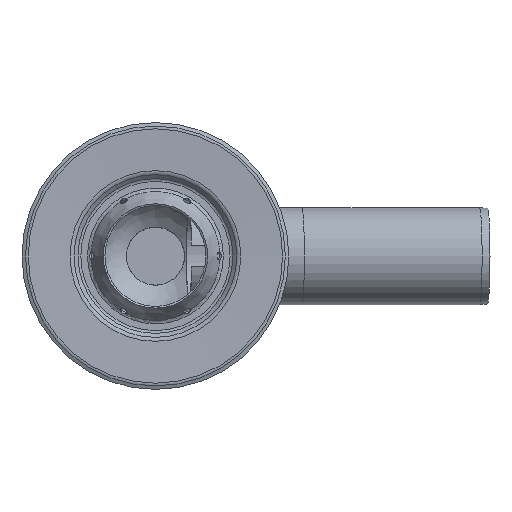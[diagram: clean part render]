
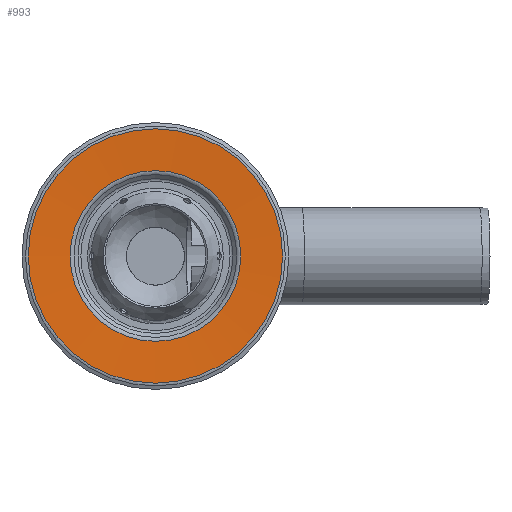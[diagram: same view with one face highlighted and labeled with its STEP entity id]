
A CAD part, top view. The second image highlights one B-rep face of the part: STEP entity #993.
In plain terms, the highlighted conical face has half-angle 87.638 degrees and reference radius 800.04 mm.
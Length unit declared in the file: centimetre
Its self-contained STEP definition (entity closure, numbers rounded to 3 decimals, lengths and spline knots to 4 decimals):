
#49=CONICAL_SURFACE('',#1112,80.004,1.53);
#85=LINE('',#2821,#120);
#120=VECTOR('',#1379,80.004);
#180=FACE_OUTER_BOUND('',#233,.T.);
#233=EDGE_LOOP('',(#910,#911,#912,#913,#914,#915));
#303=CIRCLE('',#1109,95.7534);
#305=CIRCLE('',#1111,95.7534);
#306=CIRCLE('',#1113,64.2547);
#307=CIRCLE('',#1114,64.2547);
#456=VERTEX_POINT('',#2814);
#457=VERTEX_POINT('',#2815);
#458=VERTEX_POINT('',#2820);
#459=VERTEX_POINT('',#2822);
#608=EDGE_CURVE('',#456,#457,#303,.T.);
#610=EDGE_CURVE('',#457,#456,#305,.T.);
#611=EDGE_CURVE('',#457,#458,#85,.T.);
#612=EDGE_CURVE('',#459,#458,#306,.T.);
#613=EDGE_CURVE('',#458,#459,#307,.T.);
#910=ORIENTED_EDGE('',*,*,#608,.T.);
#911=ORIENTED_EDGE('',*,*,#611,.T.);
#912=ORIENTED_EDGE('',*,*,#612,.F.);
#913=ORIENTED_EDGE('',*,*,#613,.F.);
#914=ORIENTED_EDGE('',*,*,#611,.F.);
#915=ORIENTED_EDGE('',*,*,#610,.T.);
#993=ADVANCED_FACE('',(#180),#49,.F.);
#1109=AXIS2_PLACEMENT_3D('',#2816,#1371,#1372);
#1111=AXIS2_PLACEMENT_3D('',#2818,#1375,#1376);
#1112=AXIS2_PLACEMENT_3D('',#2819,#1377,#1378);
#1113=AXIS2_PLACEMENT_3D('',#2823,#1380,#1381);
#1114=AXIS2_PLACEMENT_3D('',#2824,#1382,#1383);
#1371=DIRECTION('center_axis',(0.,0.,1.));
#1372=DIRECTION('ref_axis',(1.,0.,0.));
#1375=DIRECTION('center_axis',(0.,0.,1.));
#1376=DIRECTION('ref_axis',(1.,0.,0.));
#1377=DIRECTION('center_axis',(0.,0.,1.));
#1378=DIRECTION('ref_axis',(-1.,0.,0.));
#1379=DIRECTION('',(-0.999,0.,-0.041));
#1380=DIRECTION('center_axis',(0.,0.,1.));
#1381=DIRECTION('ref_axis',(1.,0.,0.));
#1382=DIRECTION('center_axis',(0.,0.,1.));
#1383=DIRECTION('ref_axis',(1.,0.,0.));
#2814=CARTESIAN_POINT('',(-250.,95.7534,59.8789));
#2815=CARTESIAN_POINT('',(-154.2466,0.,59.8789));
#2816=CARTESIAN_POINT('Origin',(-250.,0.,59.8789));
#2818=CARTESIAN_POINT('Origin',(-250.,0.,59.8789));
#2819=CARTESIAN_POINT('Origin',(-250.,0.,59.2291));
#2820=CARTESIAN_POINT('',(-185.7453,0.,58.5794));
#2821=CARTESIAN_POINT('',(-169.996,0.,59.2291));
#2822=CARTESIAN_POINT('',(-250.,64.2547,58.5794));
#2823=CARTESIAN_POINT('Origin',(-250.,0.,58.5794));
#2824=CARTESIAN_POINT('Origin',(-250.,0.,58.5794));
